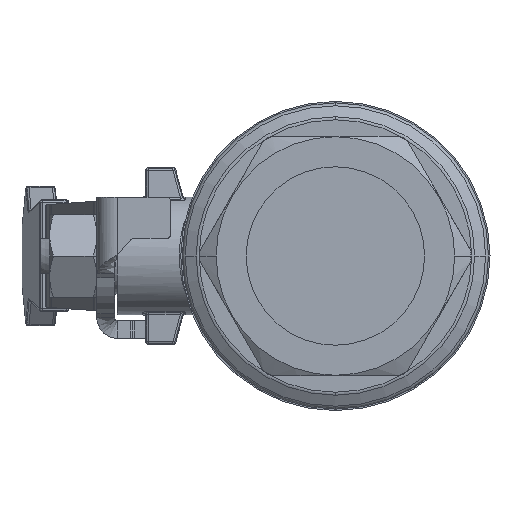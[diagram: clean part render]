
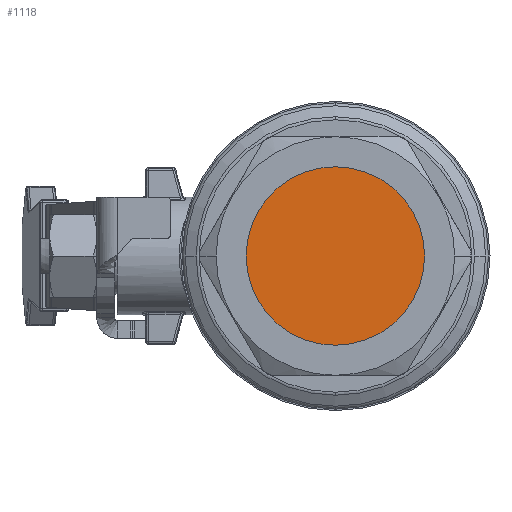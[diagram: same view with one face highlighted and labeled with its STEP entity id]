
A CAD part, left-side view. The second image highlights one B-rep face of the part: STEP entity #1118.
In plain terms, the highlighted planar face has unit normal (-1, 0, 0).
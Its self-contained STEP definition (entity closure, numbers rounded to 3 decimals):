
#1118=ADVANCED_FACE('',(#2823),#2824,.F.);
#2823=FACE_OUTER_BOUND('',#5188,.T.);
#2824=PLANE('',#5189);
#5188=EDGE_LOOP('',(#11406,#11407));
#5189=AXIS2_PLACEMENT_3D('',#11408,#11409,#11410);
#11406=ORIENTED_EDGE('',*,*,#17267,.F.);
#11407=ORIENTED_EDGE('',*,*,#17271,.F.);
#11408=CARTESIAN_POINT('',(-22.5,0.,0.));
#11409=DIRECTION('',(1.0,0.0,0.));
#11410=DIRECTION('',(0.,0.0,-1.0));
#17267=EDGE_CURVE('',#20464,#20467,#20468,.T.);
#17271=EDGE_CURVE('',#20467,#20464,#20473,.T.);
#20464=VERTEX_POINT('',#25140);
#20467=VERTEX_POINT('',#25144);
#20468=CIRCLE('',#25145,15.146);
#20473=CIRCLE('',#25151,15.146);
#25140=CARTESIAN_POINT('',(-22.5,15.146,0.));
#25144=CARTESIAN_POINT('',(-22.5,-15.146,0.));
#25145=AXIS2_PLACEMENT_3D('',#32946,#32947,#32948);
#25151=AXIS2_PLACEMENT_3D('',#32953,#32954,#32955);
#32946=CARTESIAN_POINT('',(-22.5,0.0,0.));
#32947=DIRECTION('',(1.0,0.0,0.));
#32948=DIRECTION('',(0.,0.0,-1.0));
#32953=CARTESIAN_POINT('',(-22.5,0.0,0.));
#32954=DIRECTION('',(1.0,0.0,0.));
#32955=DIRECTION('',(0.,0.0,-1.0));
